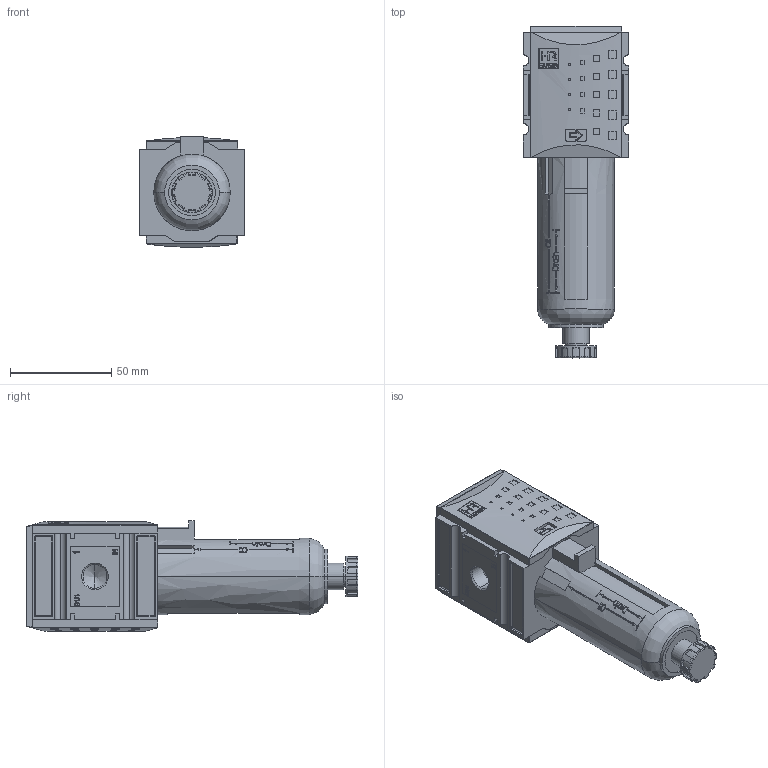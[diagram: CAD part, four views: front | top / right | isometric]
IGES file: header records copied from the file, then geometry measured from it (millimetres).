
Start section: SolidWorks IGES file using analytic representation for surfaces
Global section: file name: KFIL-114.IGS; native system: SolidWorks 2013; preprocessor: SolidWorks 2013; author: technolog; date: 140109.100244; units: millimetre
Bounding box: 52 x 164 x 54.59 mm (x, y, z)
Volume: 239222.2 mm3; surface area: 55829.3 mm2
Topology: 7 solids, 7 shells, 1193 faces, 6746 edges, 8700 vertices
Faces by surface type: plane 730, revolution 350, bspline 113
